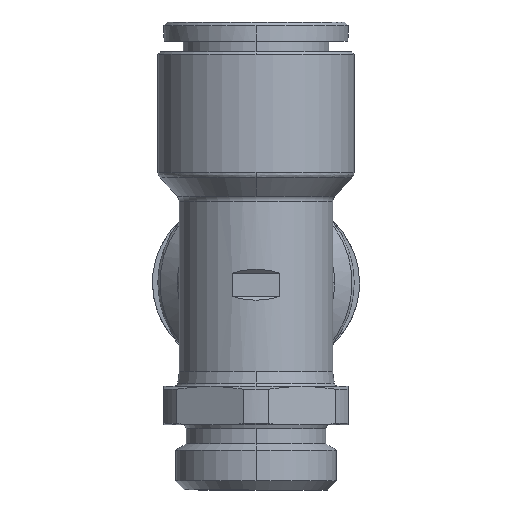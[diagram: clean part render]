
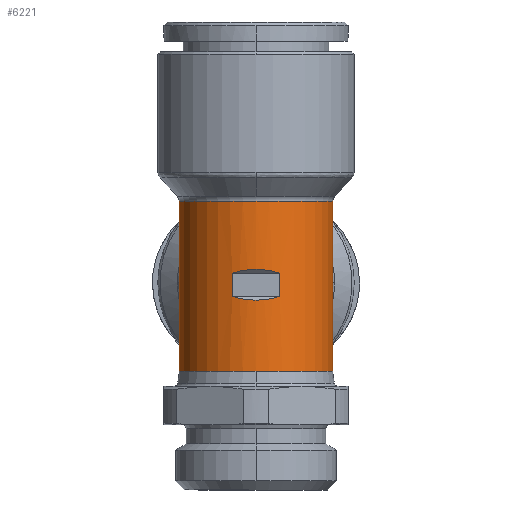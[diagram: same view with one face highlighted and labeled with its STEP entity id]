
A CAD part, left-side view. The second image highlights one B-rep face of the part: STEP entity #6221.
In plain terms, the highlighted cylindrical face has radius 10 mm (diameter 20 mm), a partial arc.
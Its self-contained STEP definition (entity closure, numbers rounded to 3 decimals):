
#37 = CARTESIAN_POINT ( 'NONE',  ( 0.5, -10., -5.75 ) ) ;
#241 = ORIENTED_EDGE ( 'NONE', *, *, #19585, .T. ) ;
#499 = VECTOR ( 'NONE', #5044, 1000. ) ;
#552 = CARTESIAN_POINT ( 'NONE',  ( 0.5, 10., 0. ) ) ;
#676 = CARTESIAN_POINT ( 'NONE',  ( 10.672, -1.077, -2.422 ) ) ;
#765 = CARTESIAN_POINT ( 'NONE',  ( 10.672, -1.077, 1.922 ) ) ;
#785 = DIRECTION ( 'NONE',  ( 0., 0., 1. ) ) ;
#844 = DIRECTION ( 'NONE',  ( 0., 0., 1. ) ) ;
#955 = CARTESIAN_POINT ( 'NONE',  ( 0.5, -10., -11.5 ) ) ;
#1226 = CIRCLE ( 'NONE', #5093, 10. ) ;
#1230 = CARTESIAN_POINT ( 'NONE',  ( 0.5, 10., -5.75 ) ) ;
#1428 = CARTESIAN_POINT ( 'NONE',  ( 10., 3.122, 1.25 ) ) ;
#1466 = LINE ( 'NONE', #37, #9457 ) ;
#1537 = EDGE_CURVE ( 'NONE', #18859, #18443, #14748, .T. ) ;
#1630 = DIRECTION ( 'NONE',  ( 0., 0., -1. ) ) ;
#1766 =( BOUNDED_CURVE ( )  B_SPLINE_CURVE ( 3, ( #14864, #11865, #676, #8622 ),
 .UNSPECIFIED., .F., .T. ) 
 B_SPLINE_CURVE_WITH_KNOTS ( ( 4, 4 ),
 ( 5.966, 6.601 ),
 .UNSPECIFIED. ) 
 CURVE ( )  GEOMETRIC_REPRESENTATION_ITEM ( )  RATIONAL_B_SPLINE_CURVE ( ( 1., 0.967, 0.967, 1. ) ) 
 REPRESENTATION_ITEM ( '' )  );
#2335 = VECTOR ( 'NONE', #3130, 1000. ) ;
#2737 = LINE ( 'NONE', #14580, #499 ) ;
#2874 = DIRECTION ( 'NONE',  ( 0., 0., 1. ) ) ;
#3130 = DIRECTION ( 'NONE',  ( 0., 0., -1. ) ) ;
#3269 = EDGE_CURVE ( 'NONE', #16538, #6885, #16407, .T. ) ;
#3514 = AXIS2_PLACEMENT_3D ( 'NONE', #8418, #8203, #5069 ) ;
#3604 = EDGE_CURVE ( 'NONE', #7867, #16636, #1466, .T. ) ;
#3680 =( BOUNDED_CURVE ( )  B_SPLINE_CURVE ( 3, ( #18194, #765, #10705, #13923 ),
 .UNSPECIFIED., .F., .F. ) 
 B_SPLINE_CURVE_WITH_KNOTS ( ( 4, 4 ),
 ( 2.824, 3.459 ),
 .UNSPECIFIED. ) 
 CURVE ( )  GEOMETRIC_REPRESENTATION_ITEM ( )  RATIONAL_B_SPLINE_CURVE ( ( 1., 0.967, 0.967, 1. ) ) 
 REPRESENTATION_ITEM ( '' )  );
#4101 = CARTESIAN_POINT ( 'NONE',  ( 0.5, 10., -5.75 ) ) ;
#4364 = AXIS2_PLACEMENT_3D ( 'NONE', #7116, #844, #8730 ) ;
#4525 = EDGE_CURVE ( 'NONE', #15292, #5406, #1766, .T. ) ;
#4793 = CARTESIAN_POINT ( 'NONE',  ( 10., 3.122, -5.75 ) ) ;
#5044 = DIRECTION ( 'NONE',  ( 0., 0., -1. ) ) ;
#5064 = LINE ( 'NONE', #10310, #9058 ) ;
#5069 = DIRECTION ( 'NONE',  ( 0., 1., 0. ) ) ;
#5093 = AXIS2_PLACEMENT_3D ( 'NONE', #16875, #7370, #10692 ) ;
#5406 = VERTEX_POINT ( 'NONE', #8628 ) ;
#5629 = FACE_OUTER_BOUND ( 'NONE', #16264, .T. ) ;
#5970 = CARTESIAN_POINT ( 'NONE',  ( 0.5, 0., -11.5 ) ) ;
#6221 = ADVANCED_FACE ( 'NONE', ( #16795, #5629 ), #16279, .T. ) ;
#6264 = EDGE_CURVE ( 'NONE', #10628, #18859, #20474, .T. ) ;
#6623 = ORIENTED_EDGE ( 'NONE', *, *, #4525, .T. ) ;
#6660 = VERTEX_POINT ( 'NONE', #1428 ) ;
#6854 = VECTOR ( 'NONE', #12003, 1000. ) ;
#6885 = VERTEX_POINT ( 'NONE', #13609 ) ;
#7116 = CARTESIAN_POINT ( 'NONE',  ( 0.5, 0., -11.5 ) ) ;
#7370 = DIRECTION ( 'NONE',  ( 0., 0., 1. ) ) ;
#7512 = DIRECTION ( 'NONE',  ( 0., 0., -1. ) ) ;
#7757 = DIRECTION ( 'NONE',  ( 0., 1., 0. ) ) ;
#7867 = VERTEX_POINT ( 'NONE', #16372 ) ;
#8203 = DIRECTION ( 'NONE',  ( 0., 0., -1. ) ) ;
#8418 = CARTESIAN_POINT ( 'NONE',  ( 0.5, 0., -5.75 ) ) ;
#8622 = CARTESIAN_POINT ( 'NONE',  ( 10., -3.122, -1.75 ) ) ;
#8628 = CARTESIAN_POINT ( 'NONE',  ( 10., -3.122, -1.75 ) ) ;
#8730 = DIRECTION ( 'NONE',  ( 0., 1., 0. ) ) ;
#9058 = VECTOR ( 'NONE', #785, 1000. ) ;
#9120 = VERTEX_POINT ( 'NONE', #15322 ) ;
#9153 = ORIENTED_EDGE ( 'NONE', *, *, #13236, .T. ) ;
#9190 = ORIENTED_EDGE ( 'NONE', *, *, #6264, .F. ) ;
#9457 = VECTOR ( 'NONE', #1630, 1000. ) ;
#10223 = ORIENTED_EDGE ( 'NONE', *, *, #19282, .T. ) ;
#10310 = CARTESIAN_POINT ( 'NONE',  ( 10., -3.122, -5.75 ) ) ;
#10422 = EDGE_CURVE ( 'NONE', #9120, #6660, #3680, .T. ) ;
#10628 = VERTEX_POINT ( 'NONE', #18879 ) ;
#10692 = DIRECTION ( 'NONE',  ( 1., 0., 0. ) ) ;
#10705 = CARTESIAN_POINT ( 'NONE',  ( 10.672, 1.077, 1.922 ) ) ;
#11503 = ORIENTED_EDGE ( 'NONE', *, *, #10422, .T. ) ;
#11865 = CARTESIAN_POINT ( 'NONE',  ( 10.672, 1.077, -2.422 ) ) ;
#12000 = VECTOR ( 'NONE', #7512, 1000. ) ;
#12003 = DIRECTION ( 'NONE',  ( 0., 0., -1. ) ) ;
#12302 = ORIENTED_EDGE ( 'NONE', *, *, #16639, .F. ) ;
#13236 = EDGE_CURVE ( 'NONE', #6660, #15292, #19709, .T. ) ;
#13483 = ORIENTED_EDGE ( 'NONE', *, *, #15441, .T. ) ;
#13609 = CARTESIAN_POINT ( 'NONE',  ( 10.5, 0., -11.5 ) ) ;
#13923 = CARTESIAN_POINT ( 'NONE',  ( 10., 3.122, 1.25 ) ) ;
#14415 = EDGE_LOOP ( 'NONE', ( #241, #11503, #9153, #6623 ) ) ;
#14580 = CARTESIAN_POINT ( 'NONE',  ( 0.5, -10., -5.75 ) ) ;
#14748 = LINE ( 'NONE', #1230, #12000 ) ;
#14864 = CARTESIAN_POINT ( 'NONE',  ( 10., 3.122, -1.75 ) ) ;
#15292 = VERTEX_POINT ( 'NONE', #20432 ) ;
#15322 = CARTESIAN_POINT ( 'NONE',  ( 10., -3.122, 1.25 ) ) ;
#15441 = EDGE_CURVE ( 'NONE', #16636, #16538, #2737, .T. ) ;
#15737 = CARTESIAN_POINT ( 'NONE',  ( 0.5, 10., -11.5 ) ) ;
#16037 = ORIENTED_EDGE ( 'NONE', *, *, #1537, .F. ) ;
#16227 = ORIENTED_EDGE ( 'NONE', *, *, #3269, .T. ) ;
#16264 = EDGE_LOOP ( 'NONE', ( #12302, #17552, #13483, #16227, #10223, #16037, #9190 ) ) ;
#16279 = CYLINDRICAL_SURFACE ( 'NONE', #3514, 10. ) ;
#16372 = CARTESIAN_POINT ( 'NONE',  ( 0.5, -10., 10.606 ) ) ;
#16407 = CIRCLE ( 'NONE', #4364, 10. ) ;
#16447 = AXIS2_PLACEMENT_3D ( 'NONE', #5970, #2874, #7757 ) ;
#16538 = VERTEX_POINT ( 'NONE', #955 ) ;
#16636 = VERTEX_POINT ( 'NONE', #18606 ) ;
#16639 = EDGE_CURVE ( 'NONE', #7867, #10628, #1226, .T. ) ;
#16795 = FACE_BOUND ( 'NONE', #14415, .T. ) ;
#16875 = CARTESIAN_POINT ( 'NONE',  ( 0.5, 0., 10.606 ) ) ;
#17552 = ORIENTED_EDGE ( 'NONE', *, *, #3604, .T. ) ;
#17977 = CIRCLE ( 'NONE', #16447, 10. ) ;
#18194 = CARTESIAN_POINT ( 'NONE',  ( 10., -3.122, 1.25 ) ) ;
#18443 = VERTEX_POINT ( 'NONE', #15737 ) ;
#18606 = CARTESIAN_POINT ( 'NONE',  ( 0.5, -10., 0. ) ) ;
#18859 = VERTEX_POINT ( 'NONE', #552 ) ;
#18879 = CARTESIAN_POINT ( 'NONE',  ( 0.5, 10., 10.606 ) ) ;
#19282 = EDGE_CURVE ( 'NONE', #6885, #18443, #17977, .T. ) ;
#19585 = EDGE_CURVE ( 'NONE', #5406, #9120, #5064, .T. ) ;
#19709 = LINE ( 'NONE', #4793, #2335 ) ;
#20432 = CARTESIAN_POINT ( 'NONE',  ( 10., 3.122, -1.75 ) ) ;
#20474 = LINE ( 'NONE', #4101, #6854 ) ;
